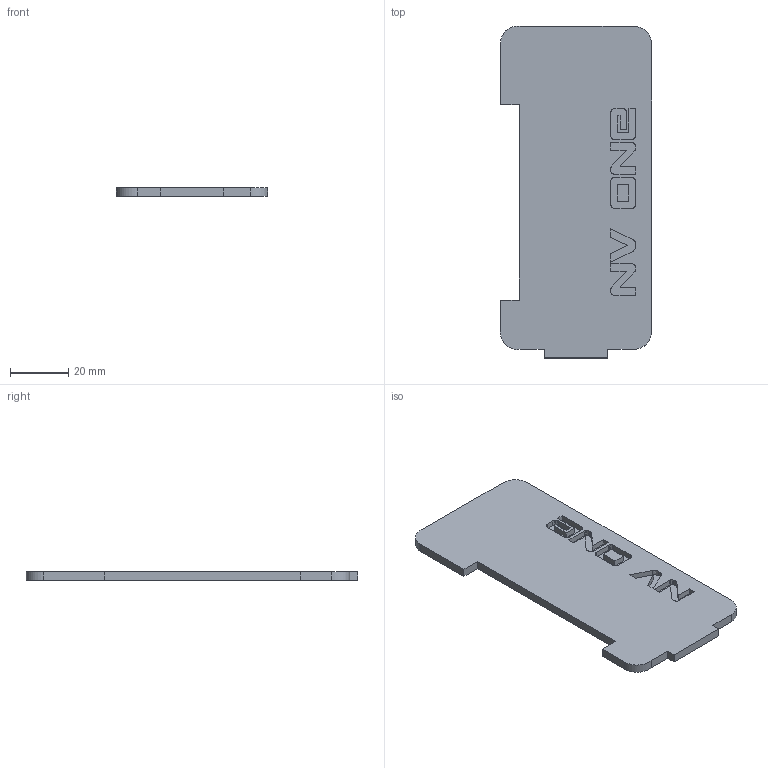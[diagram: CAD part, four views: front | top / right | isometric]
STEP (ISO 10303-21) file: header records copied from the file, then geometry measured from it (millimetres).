
FILE_DESCRIPTION(('FreeCAD Model'),'2;1');
FILE_NAME('capot boite.step','2020-06-09T23:09:03',('Author' ),(''),'Open CASCADE STEP processor 7.3','FreeCAD','Unknown');
FILE_SCHEMA(('AUTOMOTIVE_DESIGN { 1 0 10303 214 1 1 1 1 }'));
Length unit declared in the file: millimetre
Products named in the file (1): Pocket028
Bounding box: 51.9 x 114.02 x 3 mm (x, y, z)
Volume: 15342.6 mm3; surface area: 12356.9 mm2
Topology: 1 solids, 1 shells, 146 faces, 402 edges, 268 vertices
Faces by surface type: extrusion 71, plane 67, cylinder 8
Full cylindrical faces by diameter (mm): 4.1 x4
Entity records: 9975 total; most frequent: CARTESIAN_POINT 2379, DIRECTION 1153, VECTOR 961, LINE 890, ORIENTED_EDGE 804, PCURVE 804, DEFINITIONAL_REPRESENTATION 804, EDGE_CURVE 402
